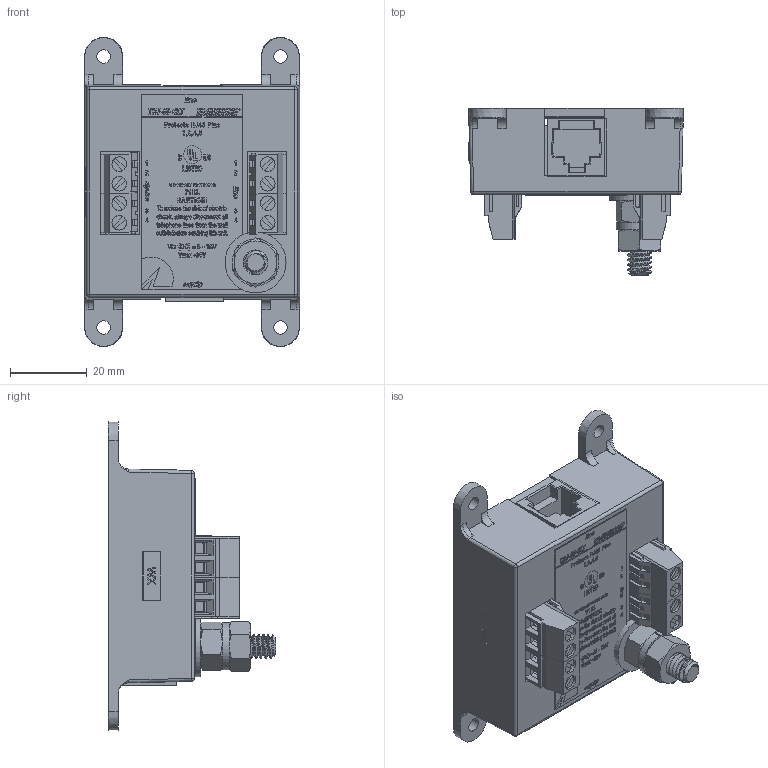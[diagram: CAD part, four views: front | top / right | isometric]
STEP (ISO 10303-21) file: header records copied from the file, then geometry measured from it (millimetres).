
FILE_DESCRIPTION (( 'STEP AP214' ), '1' );
FILE_NAME ('1101-300-1-E.STEP', '2019-01-24T16:30:27', ( '' ), ( '' ), 'SwSTEP 2.0', 'SolidWorks 2018', '' );
FILE_SCHEMA (( 'AUTOMOTIVE_DESIGN' ));
Length unit declared in the file: inch
Products named in the file (33): 2101-021; 2001-049; 2103-030_Compressed; 2001-154; 2103-028; 2105-243; 2003-2827; 2003-810; 2103-025; 2500-073; 2100-012; 2200-210; 1101-300-1-E; 2103-030
Assembly tree (24 placements, depth 2):
  2003-2827
  2103-028
  2500-073
  2200-210
  2001-154
Bounding box: 55.9 x 43.54 x 80.37 mm (x, y, z)
Volume: 35404.4 mm3; surface area: 45067.3 mm2
Topology: 58 solids, 58 shells, 5753 faces, 15454 edges, 10242 vertices
Faces by surface type: plane 3752, bspline 1468, cylinder 475, cone 40, torus 12, sphere 6
Entity records: 229777 total; most frequent: CARTESIAN_POINT 65328, ORIENTED_EDGE 26366, DIRECTION 17734, EDGE_CURVE 13183, LINE 9458, VECTOR 9458, VERTEX_POINT 8747, EDGE_LOOP 5542
